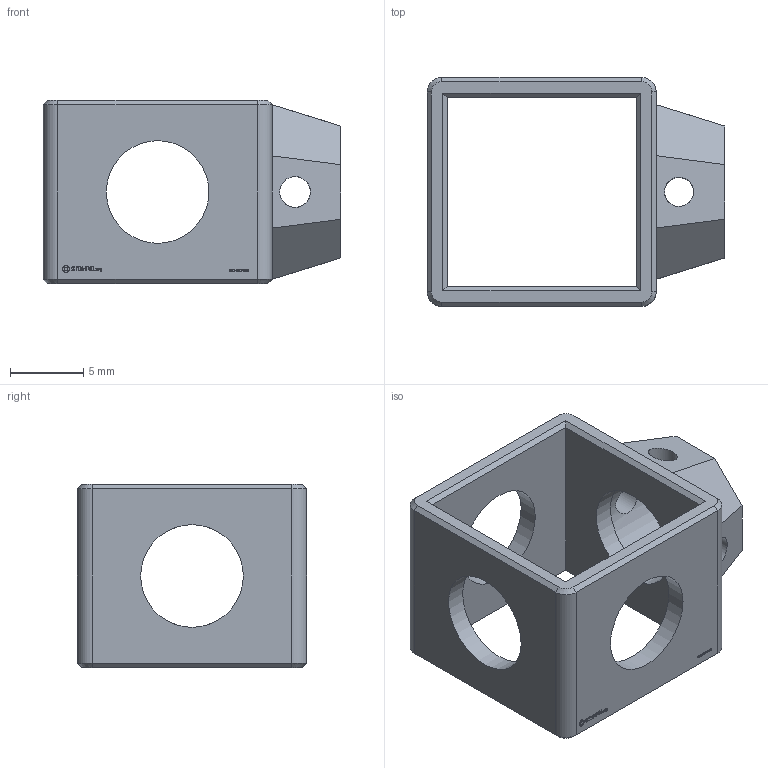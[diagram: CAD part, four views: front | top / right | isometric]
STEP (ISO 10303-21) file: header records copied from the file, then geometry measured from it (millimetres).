
FILE_DESCRIPTION(('FreeCAD Model'),'2;1');
FILE_NAME('Open CASCADE Shape Model','2021-05-22T09:16:52',( 'Paulo Kiefe'),('STEMFIE.org'),'Open CASCADE STEP processor 7.4', 'FreeCAD','Unknown');
FILE_SCHEMA(('AUTOMOTIVE_DESIGN { 1 0 10303 214 1 1 1 1 }'));
Length unit declared in the file: millimetre
Products named in the file (1): Connector_THR-H_BEM_SFT_1W_BU01x01x01x00.50_-_SPN-CON-0001_
(stemfie.org)
Bounding box: 20.31 x 15.62 x 12.5 mm (x, y, z)
Volume: 961.6 mm3; surface area: 1581.3 mm2
Topology: 1 solids, 1 shells, 520 faces, 1436 edges, 950 vertices
Faces by surface type: plane 319, extrusion 172, cylinder 13, cone 8, bspline 8
Full cylindrical faces by diameter (mm): 1.995 x2, 2.1 x2, 7 x5
Entity records: 39124 total; most frequent: CARTESIAN_POINT 11846, DIRECTION 4264, VECTOR 3524, LINE 3352, ORIENTED_EDGE 2872, PCURVE 2872, DEFINITIONAL_REPRESENTATION 2872, EDGE_CURVE 1436
